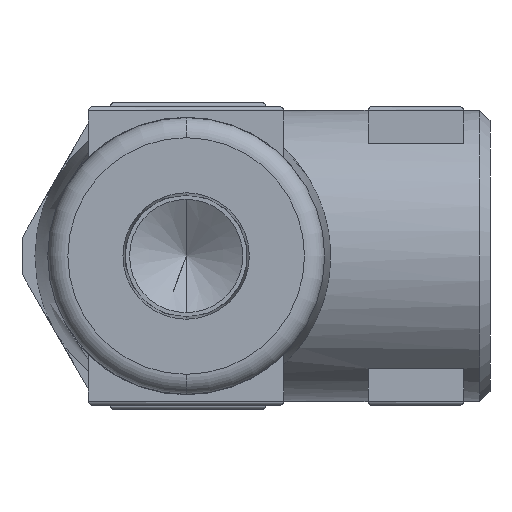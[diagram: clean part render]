
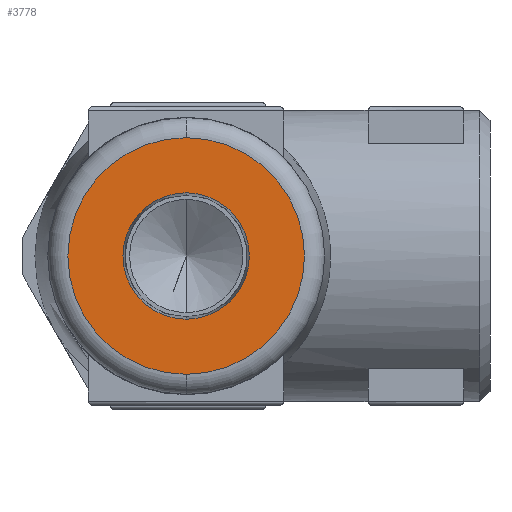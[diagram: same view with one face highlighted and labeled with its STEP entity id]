
A CAD part, front view. The second image highlights one B-rep face of the part: STEP entity #3778.
In plain terms, the highlighted planar face has unit normal (0, -1, 0).
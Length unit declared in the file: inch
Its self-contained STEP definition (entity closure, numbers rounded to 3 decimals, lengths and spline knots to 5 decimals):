
#1027 = DIRECTION ( 'NONE',  ( 0., 0., 1. ) ) ;
#1069 = DIRECTION ( 'NONE',  ( 0., 1., 0. ) ) ;
#1083 = CARTESIAN_POINT ( 'NONE',  ( 0., 0., 0. ) ) ;
#1488 = ORIENTED_EDGE ( 'NONE', *, *, #3719, .F. ) ;
#1731 = ORIENTED_EDGE ( 'NONE', *, *, #5973, .F. ) ;
#1866 = EDGE_LOOP ( 'NONE', ( #1731, #1488 ) ) ;
#1946 = ORIENTED_EDGE ( 'NONE', *, *, #3963, .F. ) ;
#1976 = ORIENTED_EDGE ( 'NONE', *, *, #5995, .F. ) ;
#2106 = DIRECTION ( 'NONE',  ( 0., 0., 1. ) ) ;
#2180 = CARTESIAN_POINT ( 'NONE',  ( 0., 0., 0. ) ) ;
#2229 = CARTESIAN_POINT ( 'NONE',  ( 0., 0., -0.3135 ) ) ;
#2270 = CARTESIAN_POINT ( 'NONE',  ( 0., 0., 0.5868 ) ) ;
#2289 = DIRECTION ( 'NONE',  ( 0., -1., 0. ) ) ;
#2397 = DIRECTION ( 'NONE',  ( 0., 1., 0. ) ) ;
#2521 = CARTESIAN_POINT ( 'NONE',  ( 0., 0., 0.3135 ) ) ;
#2645 = DIRECTION ( 'NONE',  ( 0., 0., -1. ) ) ;
#2681 = CARTESIAN_POINT ( 'NONE',  ( 0., 0., -0.5868 ) ) ;
#2702 = CARTESIAN_POINT ( 'NONE',  ( 0., 0., 0. ) ) ;
#2757 = AXIS2_PLACEMENT_3D ( 'NONE', #5747, #5731, #5923 ) ;
#2786 = CIRCLE ( 'NONE', #2757, 0.3135 ) ;
#2826 = AXIS2_PLACEMENT_3D ( 'NONE', #5756, #5727, #5888 ) ;
#2867 = CIRCLE ( 'NONE', #2950, 0.5868 ) ;
#2929 = AXIS2_PLACEMENT_3D ( 'NONE', #2180, #2289, #2645 ) ;
#2950 = AXIS2_PLACEMENT_3D ( 'NONE', #2702, #2397, #2106 ) ;
#2991 = CIRCLE ( 'NONE', #2929, 0.3135 ) ;
#3214 = EDGE_LOOP ( 'NONE', ( #1946, #1976 ) ) ;
#3719 = EDGE_CURVE ( 'NONE', #4505, #5202, #2786, .T. ) ;
#3778 = ADVANCED_FACE ( 'NONE', ( #5077, #5031 ), #5924, .F. ) ;
#3963 = EDGE_CURVE ( 'NONE', #4955, #4377, #5571, .T. ) ;
#4377 = VERTEX_POINT ( 'NONE', #2681 ) ;
#4505 = VERTEX_POINT ( 'NONE', #2521 ) ;
#4955 = VERTEX_POINT ( 'NONE', #2270 ) ;
#5031 = FACE_OUTER_BOUND ( 'NONE', #3214, .T. ) ;
#5077 = FACE_BOUND ( 'NONE', #1866, .T. ) ;
#5202 = VERTEX_POINT ( 'NONE', #2229 ) ;
#5497 = AXIS2_PLACEMENT_3D ( 'NONE', #1083, #1069, #1027 ) ;
#5571 = CIRCLE ( 'NONE', #5497, 0.5868 ) ;
#5727 = DIRECTION ( 'NONE',  ( 0., 1., 0. ) ) ;
#5731 = DIRECTION ( 'NONE',  ( 0., -1., 0. ) ) ;
#5747 = CARTESIAN_POINT ( 'NONE',  ( 0., 0., 0. ) ) ;
#5756 = CARTESIAN_POINT ( 'NONE',  ( 0.5868, 0., 0. ) ) ;
#5888 = DIRECTION ( 'NONE',  ( 0., 0., 1. ) ) ;
#5923 = DIRECTION ( 'NONE',  ( 0., 0., -1. ) ) ;
#5924 = PLANE ( 'NONE',  #2826 ) ;
#5973 = EDGE_CURVE ( 'NONE', #5202, #4505, #2991, .T. ) ;
#5995 = EDGE_CURVE ( 'NONE', #4377, #4955, #2867, .T. ) ;
